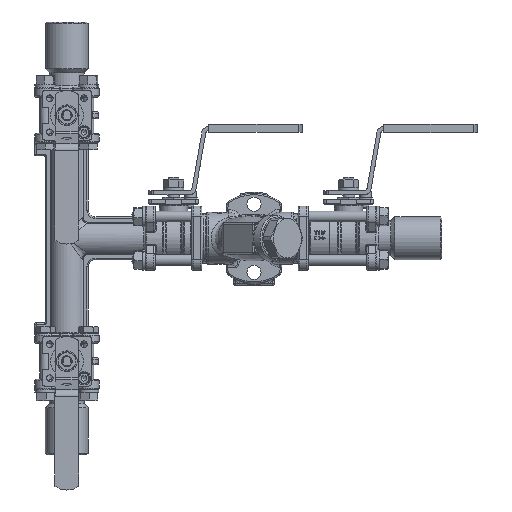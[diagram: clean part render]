
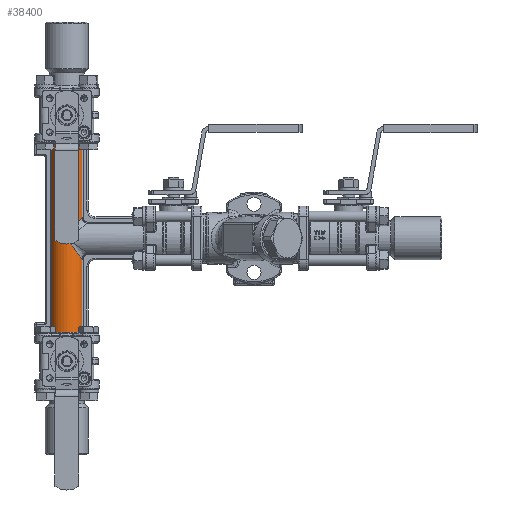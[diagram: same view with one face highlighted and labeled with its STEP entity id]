
A CAD part, front view. The second image highlights one B-rep face of the part: STEP entity #38400.
In plain terms, the highlighted cylindrical face has radius 13 mm (diameter 26 mm), a partial arc.
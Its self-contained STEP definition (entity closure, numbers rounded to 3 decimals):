
#339=ELLIPSE('',#40965,22.204,13.);
#340=ELLIPSE('',#40966,22.204,13.);
#2187=LINE('',#58005,#4403);
#2189=LINE('',#58056,#4405);
#2190=LINE('',#58061,#4406);
#4403=VECTOR('',#45923,10.);
#4405=VECTOR('',#45953,10.);
#4406=VECTOR('',#45958,10.);
#6561=CYLINDRICAL_SURFACE('',#40963,13.);
#8402=FACE_OUTER_BOUND('',#10815,.T.);
#10815=EDGE_LOOP('',(#25741,#25742,#25743,#25744,#25745,#25746,#25747));
#13481=CIRCLE('',#40961,13.);
#13483=CIRCLE('',#40964,13.);
#15879=VERTEX_POINT('',#57999);
#15881=VERTEX_POINT('',#58003);
#15884=VERTEX_POINT('',#58049);
#15885=VERTEX_POINT('',#58053);
#15886=VERTEX_POINT('',#58055);
#15887=VERTEX_POINT('',#58057);
#15888=VERTEX_POINT('',#58059);
#19615=EDGE_CURVE('',#15881,#15879,#2187,.T.);
#19623=EDGE_CURVE('',#15879,#15884,#13481,.T.);
#19625=EDGE_CURVE('',#15885,#15881,#13483,.T.);
#19626=EDGE_CURVE('',#15886,#15885,#2189,.T.);
#19627=EDGE_CURVE('',#15887,#15886,#339,.T.);
#19628=EDGE_CURVE('',#15888,#15887,#340,.T.);
#19629=EDGE_CURVE('',#15884,#15888,#2190,.T.);
#25741=ORIENTED_EDGE('',*,*,#19615,.F.);
#25742=ORIENTED_EDGE('',*,*,#19625,.F.);
#25743=ORIENTED_EDGE('',*,*,#19626,.F.);
#25744=ORIENTED_EDGE('',*,*,#19627,.F.);
#25745=ORIENTED_EDGE('',*,*,#19628,.F.);
#25746=ORIENTED_EDGE('',*,*,#19629,.F.);
#25747=ORIENTED_EDGE('',*,*,#19623,.F.);
#38400=ADVANCED_FACE('',(#8402),#6561,.T.);
#40961=AXIS2_PLACEMENT_3D('',#58050,#45945,#45946);
#40963=AXIS2_PLACEMENT_3D('',#58052,#45949,#45950);
#40964=AXIS2_PLACEMENT_3D('',#58054,#45951,#45952);
#40965=AXIS2_PLACEMENT_3D('',#58058,#45954,#45955);
#40966=AXIS2_PLACEMENT_3D('',#58060,#45956,#45957);
#45923=DIRECTION('',(0.,0.,1.));
#45945=DIRECTION('center_axis',(0.,0.,
1.));
#45946=DIRECTION('ref_axis',(1.,0.,0.));
#45949=DIRECTION('center_axis',(0.,0.,
1.));
#45950=DIRECTION('ref_axis',(-1.,0.,0.));
#45951=DIRECTION('center_axis',(0.,0.,
-1.));
#45952=DIRECTION('ref_axis',(1.,0.,0.));
#45953=DIRECTION('',(0.,0.,-1.));
#45954=DIRECTION('center_axis',(0.811,0.,0.585));
#45955=DIRECTION('ref_axis',(0.585,0.,-0.811));
#45956=DIRECTION('center_axis',(0.811,0.,-0.586));
#45957=DIRECTION('ref_axis',(0.586,0.,0.811));
#45958=DIRECTION('',(0.,0.,-1.));
#57999=CARTESIAN_POINT('',(35.597,50.415,500.006));
#58003=CARTESIAN_POINT('',(35.582,50.422,359.506));
#58005=CARTESIAN_POINT('',(35.582,50.422,358.506));
#58049=CARTESIAN_POINT('',(58.113,50.414,500.004));
#58050=CARTESIAN_POINT('Origin',(46.855,56.915,500.005));
#58052=CARTESIAN_POINT('Origin',(46.841,56.921,358.505));
#58053=CARTESIAN_POINT('',(58.099,50.421,359.504));
#58054=CARTESIAN_POINT('Origin',(46.841,56.921,359.505));
#58055=CARTESIAN_POINT('',(58.104,50.418,414.165));
#58056=CARTESIAN_POINT('',(58.099,50.421,358.504));
#58057=CARTESIAN_POINT('',(46.847,43.918,429.755));
#58058=CARTESIAN_POINT('Origin',(46.848,56.918,429.755));
#58059=CARTESIAN_POINT('',(58.108,50.417,445.342));
#58060=CARTESIAN_POINT('Origin',(46.848,56.918,429.755));
#58061=CARTESIAN_POINT('',(58.099,50.421,358.504));
